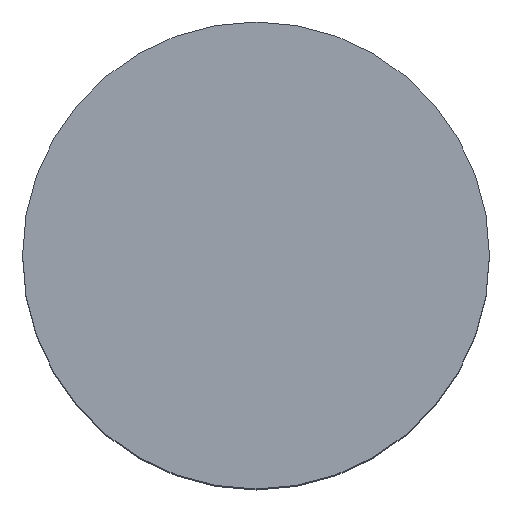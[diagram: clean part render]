
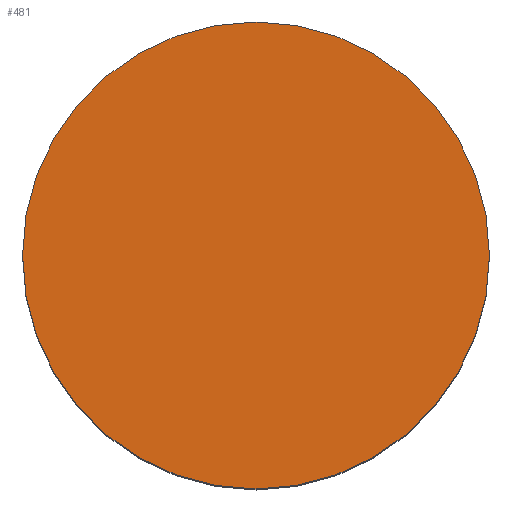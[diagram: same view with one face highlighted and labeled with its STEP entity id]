
A CAD part, top view. The second image highlights one B-rep face of the part: STEP entity #481.
In plain terms, the highlighted planar face has unit normal (0, 0, 1).
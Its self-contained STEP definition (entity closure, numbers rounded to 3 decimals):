
#70=DIRECTION('',(1.,0.,0.));
#98=DIRECTION('',(0.,0.,-1.));
#470=VERTEX_POINT('',#471);
#471=CARTESIAN_POINT('',(7.5,0.,12.75));
#474=EDGE_CURVE('',#470,#470,#475,.T.);
#475=CIRCLE('',#476,5.);
#476=AXIS2_PLACEMENT_3D('',#477,#98,#70);
#477=CARTESIAN_POINT('',(2.5,0.,12.75));
#481=ADVANCED_FACE('',(#482),#485,.F.);
#482=FACE_BOUND('',#483,.F.);
#483=EDGE_LOOP('',(#484));
#484=ORIENTED_EDGE('',*,*,#474,.T.);
#485=PLANE('',#476);
